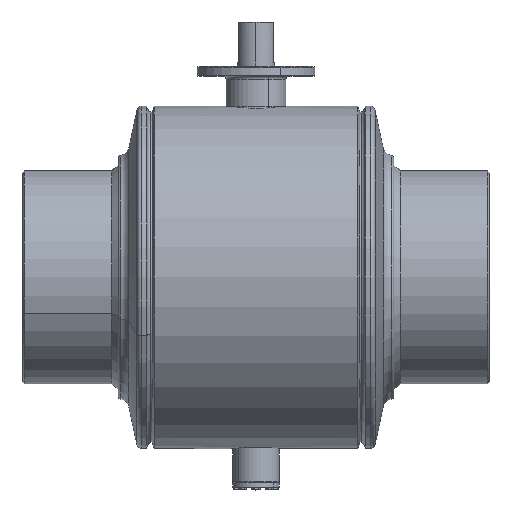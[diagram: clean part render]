
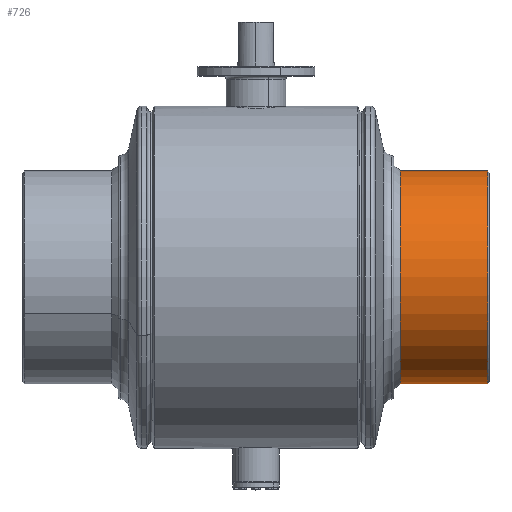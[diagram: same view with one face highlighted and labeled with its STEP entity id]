
A CAD part, top view. The second image highlights one B-rep face of the part: STEP entity #726.
In plain terms, the highlighted cylindrical face has radius 315 mm (diameter 630 mm), a partial arc.
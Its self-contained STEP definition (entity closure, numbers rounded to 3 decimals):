
#289 = VECTOR ( 'NONE', #1517, 1000. ) ;
#378 = VERTEX_POINT ( 'NONE', #8002 ) ;
#726 = ADVANCED_FACE ( 'NONE', ( #6211 ), #9707, .T. ) ;
#1189 = EDGE_CURVE ( 'NONE', #4875, #378, #6053, .T. ) ;
#1319 = ORIENTED_EDGE ( 'NONE', *, *, #2217, .T. ) ;
#1397 = DIRECTION ( 'NONE',  ( 0., -1., 0. ) ) ;
#1517 = DIRECTION ( 'NONE',  ( 0., -1., 0. ) ) ;
#1547 = DIRECTION ( 'NONE',  ( 1., 0., 0. ) ) ;
#2019 = EDGE_CURVE ( 'NONE', #4875, #2867, #7627, .T. ) ;
#2217 = EDGE_CURVE ( 'NONE', #378, #2255, #6707, .T. ) ;
#2255 = VERTEX_POINT ( 'NONE', #10468 ) ;
#2388 = CARTESIAN_POINT ( 'NONE',  ( 0., 17.518, 0. ) ) ;
#2867 = VERTEX_POINT ( 'NONE', #4148 ) ;
#3137 = VECTOR ( 'NONE', #11424, 1000. ) ;
#3237 = DIRECTION ( 'NONE',  ( 1., 0., 0. ) ) ;
#4148 = CARTESIAN_POINT ( 'NONE',  ( 315., -240.262, 0. ) ) ;
#4463 = EDGE_CURVE ( 'NONE', #2867, #2255, #10157, .T. ) ;
#4875 = VERTEX_POINT ( 'NONE', #6092 ) ;
#5585 = AXIS2_PLACEMENT_3D ( 'NONE', #11407, #1397, #3237 ) ;
#6053 = CIRCLE ( 'NONE', #9121, 315. ) ;
#6092 = CARTESIAN_POINT ( 'NONE',  ( 315., 17.518, 0. ) ) ;
#6211 = FACE_OUTER_BOUND ( 'NONE', #7372, .T. ) ;
#6261 = DIRECTION ( 'NONE',  ( 0., -1., 0. ) ) ;
#6707 = LINE ( 'NONE', #10344, #289 ) ;
#6821 = ORIENTED_EDGE ( 'NONE', *, *, #1189, .T. ) ;
#7034 = CARTESIAN_POINT ( 'NONE',  ( 0., 0., 0. ) ) ;
#7372 = EDGE_LOOP ( 'NONE', ( #6821, #1319, #8730, #8304 ) ) ;
#7627 = LINE ( 'NONE', #8530, #3137 ) ;
#8002 = CARTESIAN_POINT ( 'NONE',  ( -315., 17.518, 0. ) ) ;
#8304 = ORIENTED_EDGE ( 'NONE', *, *, #2019, .F. ) ;
#8530 = CARTESIAN_POINT ( 'NONE',  ( 315., 0., 0. ) ) ;
#8730 = ORIENTED_EDGE ( 'NONE', *, *, #4463, .F. ) ;
#9121 = AXIS2_PLACEMENT_3D ( 'NONE', #2388, #6261, #11553 ) ;
#9707 = CYLINDRICAL_SURFACE ( 'NONE', #10548, 315. ) ;
#10157 = CIRCLE ( 'NONE', #5585, 315. ) ;
#10344 = CARTESIAN_POINT ( 'NONE',  ( -315., 0., 0. ) ) ;
#10468 = CARTESIAN_POINT ( 'NONE',  ( -315., -240.262, 0. ) ) ;
#10548 = AXIS2_PLACEMENT_3D ( 'NONE', #7034, #11500, #1547 ) ;
#11407 = CARTESIAN_POINT ( 'NONE',  ( 0., -240.262, 0. ) ) ;
#11424 = DIRECTION ( 'NONE',  ( 0., -1., 0. ) ) ;
#11500 = DIRECTION ( 'NONE',  ( 0., -1., 0. ) ) ;
#11553 = DIRECTION ( 'NONE',  ( 1., 0., 0. ) ) ;
